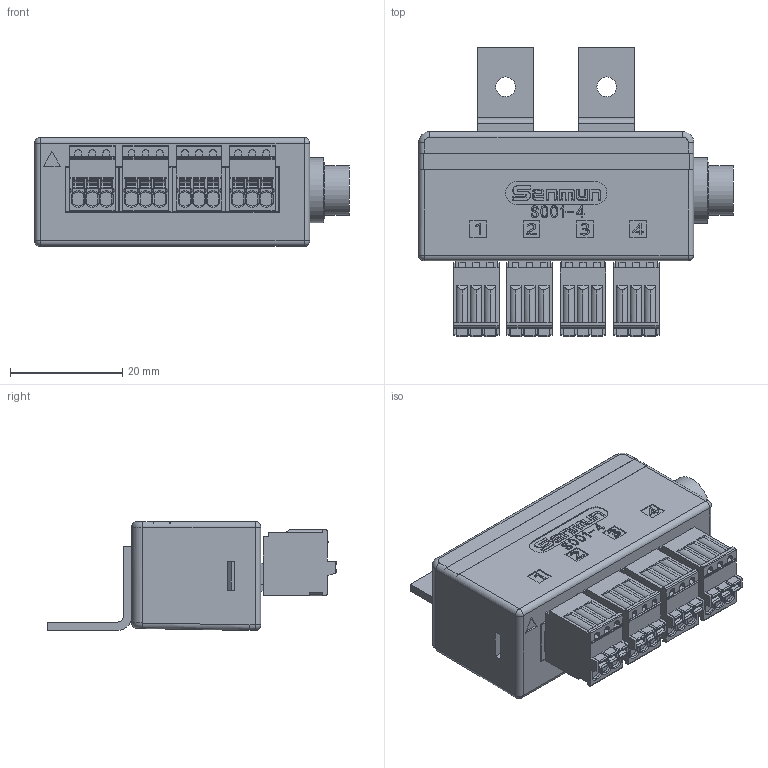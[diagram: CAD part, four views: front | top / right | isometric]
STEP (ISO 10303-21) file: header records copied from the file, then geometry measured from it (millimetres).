
FILE_DESCRIPTION(/* description */ (''),/* implementation_level */ '2;1');
FILE_NAME(/* name */ 'S001-4 3D.stp',/* time_stamp */ '2024-08-15T15:22:28+08:00',/* author */ (''),/* organization */ (''),/* preprocessor_version */ 'ST-DEVELOPER v14',/* originating_system */ 'SIEMENS PLM Software NX 8.0',/* authorisation */ '');
FILE_SCHEMA (('AUTOMOTIVE_DESIGN { 1 0 10303 214 3 1 1 1 }'));
Products named in the file (1): S001-4 3D_stp
Bounding box: 56.07 x 51.5 x 19.4 mm (x, y, z)
Volume: 26077.8 mm3; surface area: 15353.4 mm2
Topology: 3 solids, 14 shells, 1836 faces, 4899 edges, 3162 vertices
Faces by surface type: plane 1288, cylinder 393, torus 74, cone 35, extrusion 34, bspline 8, sphere 4
Full cylindrical faces by diameter (mm): 3.5 x4, 8.8 x1, 10 x1, 11.6 x1
Entity records: 64327 total; most frequent: CARTESIAN_POINT 17258, ORIENTED_EDGE 9764, DIRECTION 9314, EDGE_CURVE 4882, VECTOR 3776, LINE 3742, VERTEX_POINT 3160, AXIS2_PLACEMENT_3D 2769
